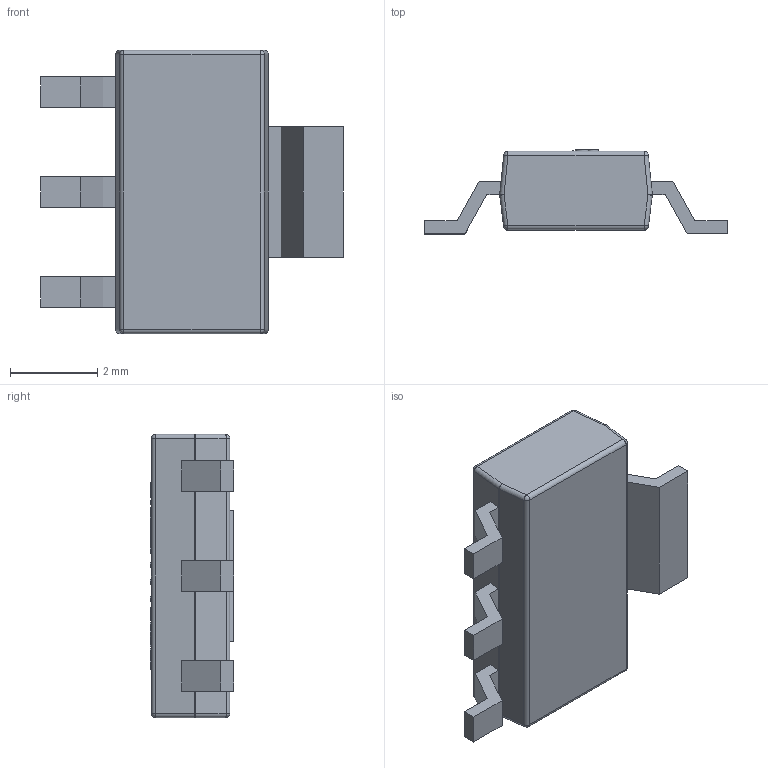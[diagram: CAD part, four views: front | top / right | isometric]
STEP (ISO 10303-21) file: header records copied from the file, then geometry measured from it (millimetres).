
FILE_DESCRIPTION (( 'STEP AP214' ), '1' );
FILE_NAME ('SOT-223.STEP', '2013-12-10T08:54:42', ( 'XuJunRan' ), ( '' ), 'SwSTEP 2.0', 'SolidWorks 2010', '' );
FILE_SCHEMA (( 'AUTOMOTIVE_DESIGN' ));
Length unit declared in the file: millimetre
Products named in the file (4): AMS1117_3.3_1; SOT-223; AMS1117_3.3_2; AMS1117_3.3
Assembly tree (3 placements, depth 2):
  SOT-223
    AMS1117_3.3_1
    AMS1117_3.3_2
    AMS1117_3.3
Bounding box: 6.95 x 1.92 x 6.5 mm (x, y, z)
Volume: 43.2 mm3; surface area: 109.1 mm2
Topology: 5 solids, 5 shells, 200 faces, 504 edges, 318 vertices
Faces by surface type: plane 120, bspline 47, cylinder 19, sphere 14
Entity records: 10815 total; most frequent: CARTESIAN_POINT 4797, ORIENTED_EDGE 992, DIRECTION 762, EDGE_CURVE 496, VECTOR 360, LINE 360, VERTEX_POINT 318, EDGE_LOOP 212
